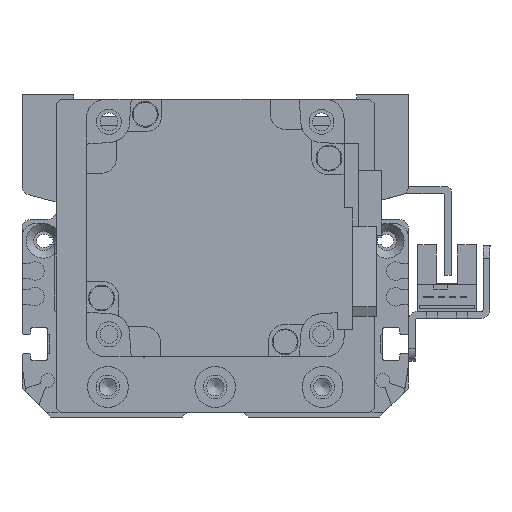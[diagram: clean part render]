
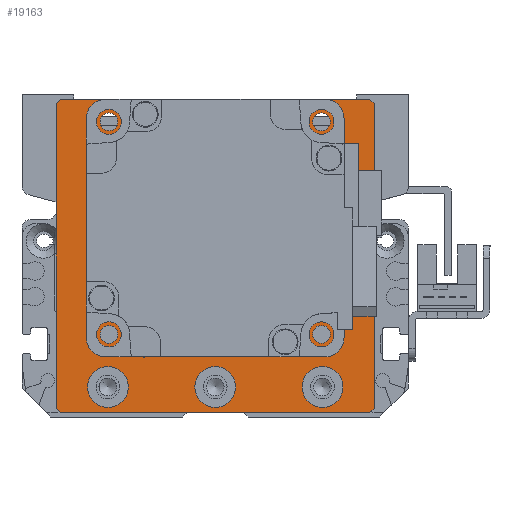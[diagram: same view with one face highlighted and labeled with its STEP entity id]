
A CAD part, left-side view. The second image highlights one B-rep face of the part: STEP entity #19163.
In plain terms, the highlighted face is planar.
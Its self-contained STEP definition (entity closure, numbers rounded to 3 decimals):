
#513=FACE_BOUND('',#3505,.T.);
#514=FACE_BOUND('',#3506,.T.);
#515=FACE_BOUND('',#3507,.T.);
#516=FACE_BOUND('',#3508,.T.);
#517=FACE_BOUND('',#3509,.T.);
#518=FACE_BOUND('',#3510,.T.);
#519=FACE_BOUND('',#3511,.T.);
#520=FACE_BOUND('',#3512,.T.);
#921=PLANE('',#21236);
#2244=FACE_OUTER_BOUND('',#3504,.T.);
#3504=EDGE_LOOP('',(#16295,#16296,#16297,#16298,#16299,#16300,#16301,#16302));
#3505=EDGE_LOOP('',(#16303));
#3506=EDGE_LOOP('',(#16304));
#3507=EDGE_LOOP('',(#16305));
#3508=EDGE_LOOP('',(#16306));
#3509=EDGE_LOOP('',(#16307));
#3510=EDGE_LOOP('',(#16308));
#3511=EDGE_LOOP('',(#16309));
#3512=EDGE_LOOP('',(#16310));
#5026=LINE('',#31709,#6690);
#5032=LINE('',#31720,#6696);
#5039=LINE('',#31755,#6703);
#5042=LINE('',#31760,#6706);
#5048=LINE('',#31781,#6712);
#5051=LINE('',#31786,#6715);
#5052=LINE('',#31789,#6716);
#5060=LINE('',#31828,#6724);
#6690=VECTOR('',#25403,10.);
#6696=VECTOR('',#25411,10.);
#6703=VECTOR('',#25442,10.);
#6706=VECTOR('',#25447,10.);
#6712=VECTOR('',#25471,10.);
#6715=VECTOR('',#25476,10.);
#6716=VECTOR('',#25479,10.);
#6724=VECTOR('',#25529,10.);
#8002=CIRCLE('',#21205,4.75);
#8005=CIRCLE('',#21211,4.75);
#8008=CIRCLE('',#21217,4.75);
#8010=CIRCLE('',#21223,2.067);
#8011=CIRCLE('',#21225,2.067);
#8012=CIRCLE('',#21227,2.067);
#8013=CIRCLE('',#21229,2.067);
#8016=CIRCLE('',#21234,25.);
#9469=VERTEX_POINT('',#31707);
#9470=VERTEX_POINT('',#31708);
#9474=VERTEX_POINT('',#31718);
#9490=VERTEX_POINT('',#31754);
#9491=VERTEX_POINT('',#31758);
#9497=VERTEX_POINT('',#31780);
#9498=VERTEX_POINT('',#31784);
#9499=VERTEX_POINT('',#31788);
#9502=VERTEX_POINT('',#31797);
#9505=VERTEX_POINT('',#31808);
#9508=VERTEX_POINT('',#31819);
#9510=VERTEX_POINT('',#31830);
#9511=VERTEX_POINT('',#31834);
#9512=VERTEX_POINT('',#31838);
#9513=VERTEX_POINT('',#31842);
#9516=VERTEX_POINT('',#31851);
#11827=EDGE_CURVE('',#9469,#9470,#5026,.T.);
#11833=EDGE_CURVE('',#9469,#9474,#5032,.T.);
#11850=EDGE_CURVE('',#9490,#9474,#5039,.T.);
#11853=EDGE_CURVE('',#9490,#9491,#5042,.T.);
#11862=EDGE_CURVE('',#9497,#9491,#5048,.T.);
#11865=EDGE_CURVE('',#9497,#9498,#5051,.T.);
#11866=EDGE_CURVE('',#9499,#9498,#5052,.T.);
#11870=EDGE_CURVE('',#9502,#9502,#8002,.T.);
#11875=EDGE_CURVE('',#9505,#9505,#8005,.T.);
#11880=EDGE_CURVE('',#9508,#9508,#8008,.T.);
#11884=EDGE_CURVE('',#9499,#9470,#5060,.T.);
#11885=EDGE_CURVE('',#9510,#9510,#8010,.T.);
#11887=EDGE_CURVE('',#9511,#9511,#8011,.T.);
#11889=EDGE_CURVE('',#9512,#9512,#8012,.T.);
#11891=EDGE_CURVE('',#9513,#9513,#8013,.T.);
#11895=EDGE_CURVE('',#9516,#9516,#8016,.T.);
#16295=ORIENTED_EDGE('',*,*,#11827,.F.);
#16296=ORIENTED_EDGE('',*,*,#11833,.T.);
#16297=ORIENTED_EDGE('',*,*,#11850,.F.);
#16298=ORIENTED_EDGE('',*,*,#11853,.T.);
#16299=ORIENTED_EDGE('',*,*,#11862,.F.);
#16300=ORIENTED_EDGE('',*,*,#11865,.T.);
#16301=ORIENTED_EDGE('',*,*,#11866,.F.);
#16302=ORIENTED_EDGE('',*,*,#11884,.T.);
#16303=ORIENTED_EDGE('',*,*,#11870,.T.);
#16304=ORIENTED_EDGE('',*,*,#11875,.T.);
#16305=ORIENTED_EDGE('',*,*,#11880,.T.);
#16306=ORIENTED_EDGE('',*,*,#11885,.T.);
#16307=ORIENTED_EDGE('',*,*,#11887,.T.);
#16308=ORIENTED_EDGE('',*,*,#11889,.T.);
#16309=ORIENTED_EDGE('',*,*,#11891,.T.);
#16310=ORIENTED_EDGE('',*,*,#11895,.T.);
#19163=ADVANCED_FACE('',(#2244,#513,#514,#515,#516,#517,#518,#519,#520),
#921,.T.);
#21205=AXIS2_PLACEMENT_3D('',#31798,#25489,#25490);
#21211=AXIS2_PLACEMENT_3D('',#31809,#25503,#25504);
#21217=AXIS2_PLACEMENT_3D('',#31820,#25517,#25518);
#21223=AXIS2_PLACEMENT_3D('',#31831,#25532,#25533);
#21225=AXIS2_PLACEMENT_3D('',#31835,#25537,#25538);
#21227=AXIS2_PLACEMENT_3D('',#31839,#25542,#25543);
#21229=AXIS2_PLACEMENT_3D('',#31843,#25547,#25548);
#21234=AXIS2_PLACEMENT_3D('',#31852,#25558,#25559);
#21236=AXIS2_PLACEMENT_3D('',#31856,#25564,#25565);
#25403=DIRECTION('',(0.707,-0.707,0.));
#25411=DIRECTION('',(-1.,0.,0.));
#25442=DIRECTION('',(0.707,0.707,0.));
#25447=DIRECTION('',(0.,-1.,0.));
#25471=DIRECTION('',(-0.707,0.707,0.));
#25476=DIRECTION('',(1.,0.,0.));
#25479=DIRECTION('',(-0.707,-0.707,0.));
#25489=DIRECTION('center_axis',(0.,0.,-1.));
#25490=DIRECTION('ref_axis',(1.,0.,0.));
#25503=DIRECTION('center_axis',(0.,0.,-1.));
#25504=DIRECTION('ref_axis',(1.,0.,0.));
#25517=DIRECTION('center_axis',(0.,0.,-1.));
#25518=DIRECTION('ref_axis',(1.,0.,0.));
#25529=DIRECTION('',(0.,1.,0.));
#25532=DIRECTION('center_axis',(0.,0.,-1.));
#25533=DIRECTION('ref_axis',(1.,0.,0.));
#25537=DIRECTION('center_axis',(0.,0.,-1.));
#25538=DIRECTION('ref_axis',(1.,0.,0.));
#25542=DIRECTION('center_axis',(0.,0.,-1.));
#25543=DIRECTION('ref_axis',(1.,0.,0.));
#25547=DIRECTION('center_axis',(0.,0.,-1.));
#25548=DIRECTION('ref_axis',(1.,0.,0.));
#25558=DIRECTION('center_axis',(0.,0.,-1.));
#25559=DIRECTION('ref_axis',(1.,0.,0.));
#25564=DIRECTION('center_axis',(0.,0.,1.));
#25565=DIRECTION('ref_axis',(1.,0.,0.));
#31707=CARTESIAN_POINT('',(36.,37.5,59.));
#31708=CARTESIAN_POINT('',(37.,36.5,59.));
#31709=CARTESIAN_POINT('',(36.625,36.875,59.));
#31718=CARTESIAN_POINT('',(-36.,37.5,59.));
#31720=CARTESIAN_POINT('',(37.,37.5,59.));
#31754=CARTESIAN_POINT('',(-37.,36.5,59.));
#31755=CARTESIAN_POINT('',(-36.625,36.875,59.));
#31758=CARTESIAN_POINT('',(-37.,-34.5,59.));
#31760=CARTESIAN_POINT('',(-37.,35.5,59.));
#31780=CARTESIAN_POINT('',(-36.,-35.5,59.));
#31781=CARTESIAN_POINT('',(-36.125,-35.375,59.));
#31784=CARTESIAN_POINT('',(36.,-35.5,59.));
#31786=CARTESIAN_POINT('',(-37.,-35.5,59.));
#31788=CARTESIAN_POINT('',(37.,-34.5,59.));
#31789=CARTESIAN_POINT('',(36.125,-35.375,59.));
#31797=CARTESIAN_POINT('',(-29.75,-29.5,59.));
#31798=CARTESIAN_POINT('Origin',(-25.,-29.5,59.));
#31808=CARTESIAN_POINT('',(-4.75,-29.5,59.));
#31809=CARTESIAN_POINT('Origin',(0.,-29.5,59.));
#31819=CARTESIAN_POINT('',(20.25,-29.5,59.));
#31820=CARTESIAN_POINT('Origin',(25.,-29.5,59.));
#31828=CARTESIAN_POINT('',(37.,-35.5,59.));
#31830=CARTESIAN_POINT('',(-26.816,-17.249,59.));
#31831=CARTESIAN_POINT('Origin',(-24.749,-17.249,59.));
#31834=CARTESIAN_POINT('',(-26.816,32.249,59.));
#31835=CARTESIAN_POINT('Origin',(-24.749,32.249,59.));
#31838=CARTESIAN_POINT('',(22.682,32.249,59.));
#31839=CARTESIAN_POINT('Origin',(24.749,32.249,59.));
#31842=CARTESIAN_POINT('',(22.682,-17.249,59.));
#31843=CARTESIAN_POINT('Origin',(24.749,-17.249,59.));
#31851=CARTESIAN_POINT('',(-25.,7.5,59.));
#31852=CARTESIAN_POINT('Origin',(0.,7.5,59.));
#31856=CARTESIAN_POINT('Origin',(0.,0.,
59.));
